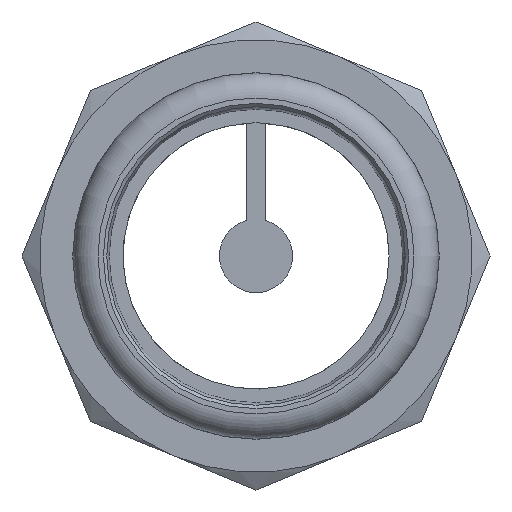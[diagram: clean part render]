
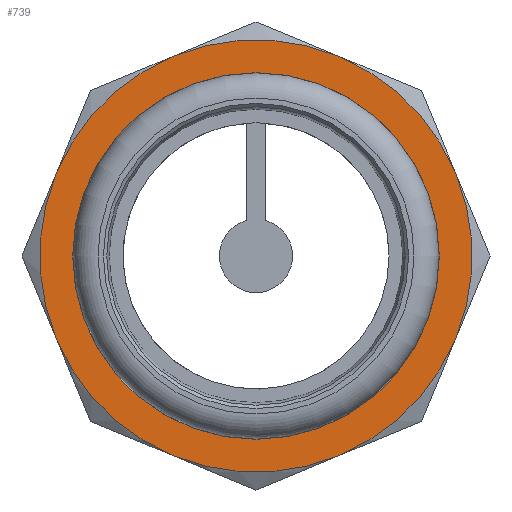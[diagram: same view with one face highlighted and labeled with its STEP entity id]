
A CAD part, left-side view. The second image highlights one B-rep face of the part: STEP entity #739.
In plain terms, the highlighted planar face has unit normal (-1, 0, 0).
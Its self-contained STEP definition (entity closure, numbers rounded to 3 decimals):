
#105=FACE_BOUND($,#260,.T.);
#133=CIRCLE($,#819,22.05);
#135=CIRCLE($,#823,26.);
#136=CIRCLE($,#824,26.);
#137=CIRCLE($,#825,26.);
#138=CIRCLE($,#826,26.);
#139=CIRCLE($,#827,26.);
#140=CIRCLE($,#828,26.);
#141=CIRCLE($,#829,26.);
#142=CIRCLE($,#830,26.);
#187=FACE_OUTER_BOUND($,#259,.T.);
#259=EDGE_LOOP($,(#541,#542,#543,#544,#545,#546,#547,#548));
#260=EDGE_LOOP($,(#549));
#351=VERTEX_POINT($,#1178);
#353=VERTEX_POINT($,#1184);
#354=VERTEX_POINT($,#1185);
#355=VERTEX_POINT($,#1187);
#356=VERTEX_POINT($,#1189);
#357=VERTEX_POINT($,#1191);
#358=VERTEX_POINT($,#1193);
#359=VERTEX_POINT($,#1195);
#360=VERTEX_POINT($,#1197);
#418=EDGE_CURVE($,#351,#351,#133,.T.);
#420=EDGE_CURVE($,#353,#354,#135,.T.);
#421=EDGE_CURVE($,#355,#353,#136,.T.);
#422=EDGE_CURVE($,#356,#355,#137,.T.);
#423=EDGE_CURVE($,#357,#356,#138,.T.);
#424=EDGE_CURVE($,#358,#357,#139,.T.);
#425=EDGE_CURVE($,#359,#358,#140,.T.);
#426=EDGE_CURVE($,#360,#359,#141,.T.);
#427=EDGE_CURVE($,#354,#360,#142,.T.);
#541=ORIENTED_EDGE($,*,*,#420,.F.);
#542=ORIENTED_EDGE($,*,*,#421,.F.);
#543=ORIENTED_EDGE($,*,*,#422,.F.);
#544=ORIENTED_EDGE($,*,*,#423,.F.);
#545=ORIENTED_EDGE($,*,*,#424,.F.);
#546=ORIENTED_EDGE($,*,*,#425,.F.);
#547=ORIENTED_EDGE($,*,*,#426,.F.);
#548=ORIENTED_EDGE($,*,*,#427,.F.);
#549=ORIENTED_EDGE($,*,*,#418,.F.);
#668=PLANE($,#822);
#739=ADVANCED_FACE($,(#187,#105),#668,.T.);
#819=AXIS2_PLACEMENT_3D($,#1179,#977,#978);
#822=AXIS2_PLACEMENT_3D($,#1183,#983,#984);
#823=AXIS2_PLACEMENT_3D($,#1186,#985,#986);
#824=AXIS2_PLACEMENT_3D($,#1188,#987,#988);
#825=AXIS2_PLACEMENT_3D($,#1190,#989,#990);
#826=AXIS2_PLACEMENT_3D($,#1192,#991,#992);
#827=AXIS2_PLACEMENT_3D($,#1194,#993,#994);
#828=AXIS2_PLACEMENT_3D($,#1196,#995,#996);
#829=AXIS2_PLACEMENT_3D($,#1198,#997,#998);
#830=AXIS2_PLACEMENT_3D($,#1199,#999,#1000);
#977=DIRECTION('center_axis',(-1.,0.,0.));
#978=DIRECTION('ref_axis',(0.,0.,1.));
#983=DIRECTION('center_axis',(-1.,0.,0.));
#984=DIRECTION('ref_axis',(0.,0.,1.));
#985=DIRECTION('center_axis',(1.,0.,0.));
#986=DIRECTION('ref_axis',(0.,1.,0.));
#987=DIRECTION('center_axis',(1.,0.,0.));
#988=DIRECTION('ref_axis',(0.,1.,0.));
#989=DIRECTION('center_axis',(1.,0.,0.));
#990=DIRECTION('ref_axis',(0.,1.,0.));
#991=DIRECTION('center_axis',(1.,0.,0.));
#992=DIRECTION('ref_axis',(0.,1.,0.));
#993=DIRECTION('center_axis',(1.,0.,0.));
#994=DIRECTION('ref_axis',(0.,1.,0.));
#995=DIRECTION('center_axis',(1.,0.,0.));
#996=DIRECTION('ref_axis',(0.,1.,0.));
#997=DIRECTION('center_axis',(1.,0.,0.));
#998=DIRECTION('ref_axis',(0.,1.,0.));
#999=DIRECTION('center_axis',(1.,0.,0.));
#1000=DIRECTION('ref_axis',(0.,1.,0.));
#1178=CARTESIAN_POINT('',(0.,0.,
-22.05));
#1179=CARTESIAN_POINT('Origin',(0.,0.,
0.));
#1183=CARTESIAN_POINT('Origin',(0.,13.,0.));
#1184=CARTESIAN_POINT('',(0.,24.021,9.95));
#1185=CARTESIAN_POINT('',(0.,9.95,24.021));
#1186=CARTESIAN_POINT('Origin',(0.,0.,
0.));
#1187=CARTESIAN_POINT('',(0.,24.021,-9.95));
#1188=CARTESIAN_POINT('Origin',(0.,0.,
0.));
#1189=CARTESIAN_POINT('',(0.,9.95,-24.021));
#1190=CARTESIAN_POINT('Origin',(0.,0.,
0.));
#1191=CARTESIAN_POINT('',(0.,-9.95,-24.021));
#1192=CARTESIAN_POINT('Origin',(0.,0.,
0.));
#1193=CARTESIAN_POINT('',(0.,-24.021,-9.95));
#1194=CARTESIAN_POINT('Origin',(0.,0.,
0.));
#1195=CARTESIAN_POINT('',(0.,-24.021,9.95));
#1196=CARTESIAN_POINT('Origin',(0.,0.,
0.));
#1197=CARTESIAN_POINT('',(0.,-9.95,24.021));
#1198=CARTESIAN_POINT('Origin',(0.,0.,
0.));
#1199=CARTESIAN_POINT('Origin',(0.,0.,
0.));
